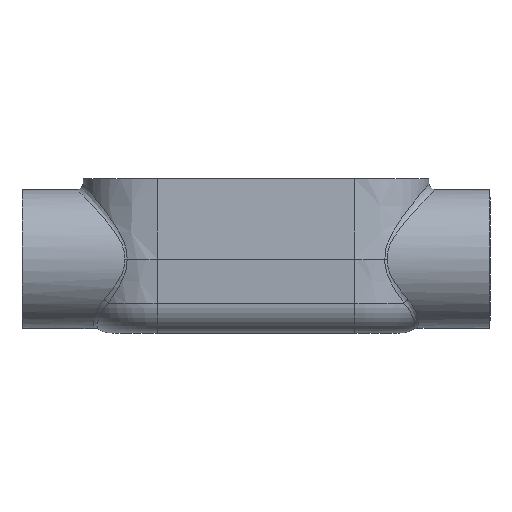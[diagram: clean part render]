
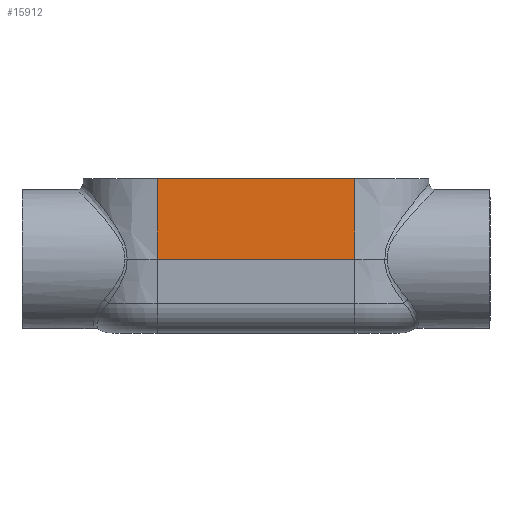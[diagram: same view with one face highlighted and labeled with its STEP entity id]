
A CAD part, front view. The second image highlights one B-rep face of the part: STEP entity #15912.
In plain terms, the highlighted planar face has unit normal (0, -1, 0.026).
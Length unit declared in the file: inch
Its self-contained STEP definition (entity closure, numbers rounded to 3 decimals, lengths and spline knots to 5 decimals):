
#618=PLANE('',#16673);
#2161=LINE('',#28933,#3718);
#2162=LINE('',#29266,#3719);
#2163=LINE('',#29269,#3720);
#2164=LINE('',#29270,#3721);
#3718=VECTOR('',#19627,1.62556);
#3719=VECTOR('',#19634,1.62556);
#3720=VECTOR('',#19639,4.);
#3721=VECTOR('',#19640,4.);
#4630=FACE_OUTER_BOUND('',#5556,.T.);
#5556=EDGE_LOOP('',(#14551,#14552,#14553,#14554));
#7850=VERTEX_POINT('',#28601);
#7853=VERTEX_POINT('',#28931);
#7856=VERTEX_POINT('',#29263);
#7857=VERTEX_POINT('',#29265);
#10112=EDGE_CURVE('',#7853,#7850,#2161,.T.);
#10116=EDGE_CURVE('',#7857,#7856,#2162,.T.);
#10118=EDGE_CURVE('',#7850,#7856,#2163,.F.);
#10119=EDGE_CURVE('',#7853,#7857,#2164,.T.);
#14551=ORIENTED_EDGE('',*,*,#10116,.T.);
#14552=ORIENTED_EDGE('',*,*,#10118,.F.);
#14553=ORIENTED_EDGE('',*,*,#10112,.F.);
#14554=ORIENTED_EDGE('',*,*,#10119,.T.);
#15912=ADVANCED_FACE('',(#4630),#618,.T.);
#16673=AXIS2_PLACEMENT_3D('',#29268,#19637,#19638);
#19627=DIRECTION('',(0.,-0.026,-1.));
#19634=DIRECTION('',(0.,-0.026,-1.));
#19637=DIRECTION('center_axis',(0.,-1.,
0.026));
#19638=DIRECTION('ref_axis',(0.,-0.026,-1.));
#19639=DIRECTION('',(1.,0.,0.));
#19640=DIRECTION('',(-1.,0.,0.));
#28601=CARTESIAN_POINT('',(2.,-1.54255,0.));
#28931=CARTESIAN_POINT('',(2.,-1.5,1.625));
#28933=CARTESIAN_POINT('',(2.,-1.5,1.625));
#29263=CARTESIAN_POINT('',(-2.,-1.54255,0.));
#29265=CARTESIAN_POINT('',(-2.,-1.5,1.625));
#29266=CARTESIAN_POINT('',(-2.,-1.5,1.625));
#29268=CARTESIAN_POINT('Origin',(2.,-1.54255,0.));
#29269=CARTESIAN_POINT('',(-2.,-1.54255,0.));
#29270=CARTESIAN_POINT('',(2.,-1.5,1.625));
